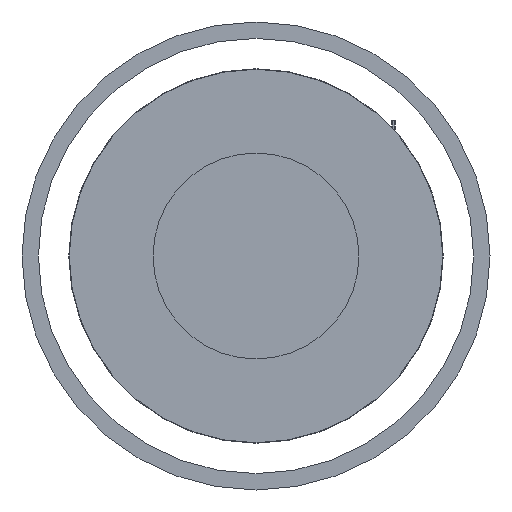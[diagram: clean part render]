
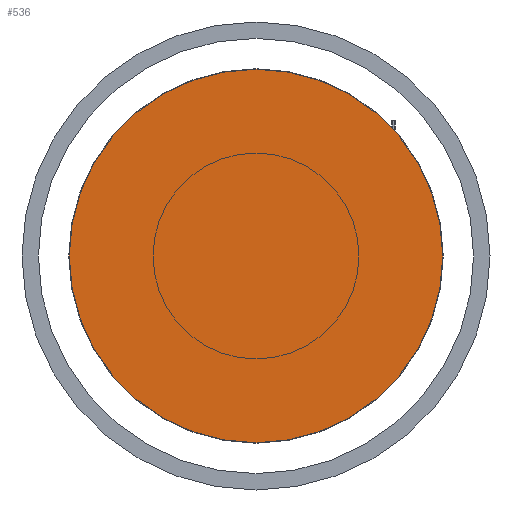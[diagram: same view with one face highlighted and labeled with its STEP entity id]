
A CAD part, left-side view. The second image highlights one B-rep face of the part: STEP entity #536.
In plain terms, the highlighted planar face has unit normal (-1, 0, 0).
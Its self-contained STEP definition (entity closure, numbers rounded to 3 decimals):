
#382 = TOROIDAL_SURFACE('',#383,1596.,4.);
#383 = AXIS2_PLACEMENT_3D('',#384,#385,#386);
#384 = CARTESIAN_POINT('',(-356.,0.,0.));
#385 = DIRECTION('',(-1.,0.,0.));
#386 = DIRECTION('',(0.,0.,-1.));
#452 = VERTEX_POINT('',#453);
#453 = CARTESIAN_POINT('',(-360.,0.,-1596.));
#475 = EDGE_CURVE('',#452,#452,#476,.T.);
#476 = SURFACE_CURVE('',#477,(#482,#489),.PCURVE_S1.);
#477 = CIRCLE('',#478,1596.);
#478 = AXIS2_PLACEMENT_3D('',#479,#480,#481);
#479 = CARTESIAN_POINT('',(-360.,0.,0.));
#480 = DIRECTION('',(1.,0.,0.));
#481 = DIRECTION('',(0.,0.,-1.));
#482 = PCURVE('',#382,#483);
#483 = DEFINITIONAL_REPRESENTATION('',(#484),#488);
#484 = LINE('',#485,#486);
#485 = CARTESIAN_POINT('',(-0.,1.571));
#486 = VECTOR('',#487,1.);
#487 = DIRECTION('',(-1.,0.));
#488 = ( GEOMETRIC_REPRESENTATION_CONTEXT(2) 
PARAMETRIC_REPRESENTATION_CONTEXT() REPRESENTATION_CONTEXT('2D SPACE',''
  ) );
#489 = PCURVE('',#490,#495);
#490 = PLANE('',#491);
#491 = AXIS2_PLACEMENT_3D('',#492,#493,#494);
#492 = CARTESIAN_POINT('',(-360.,0.,0.));
#493 = DIRECTION('',(1.,0.,0.));
#494 = DIRECTION('',(0.,0.,-1.));
#495 = DEFINITIONAL_REPRESENTATION('',(#496),#500);
#496 = CIRCLE('',#497,1596.);
#497 = AXIS2_PLACEMENT_2D('',#498,#499);
#498 = CARTESIAN_POINT('',(0.,0.));
#499 = DIRECTION('',(1.,0.));
#500 = ( GEOMETRIC_REPRESENTATION_CONTEXT(2) 
PARAMETRIC_REPRESENTATION_CONTEXT() REPRESENTATION_CONTEXT('2D SPACE',''
  ) );
#536 = ADVANCED_FACE('',(#537),#490,.F.);
#537 = FACE_BOUND('',#538,.F.);
#538 = EDGE_LOOP('',(#539));
#539 = ORIENTED_EDGE('',*,*,#475,.T.);
